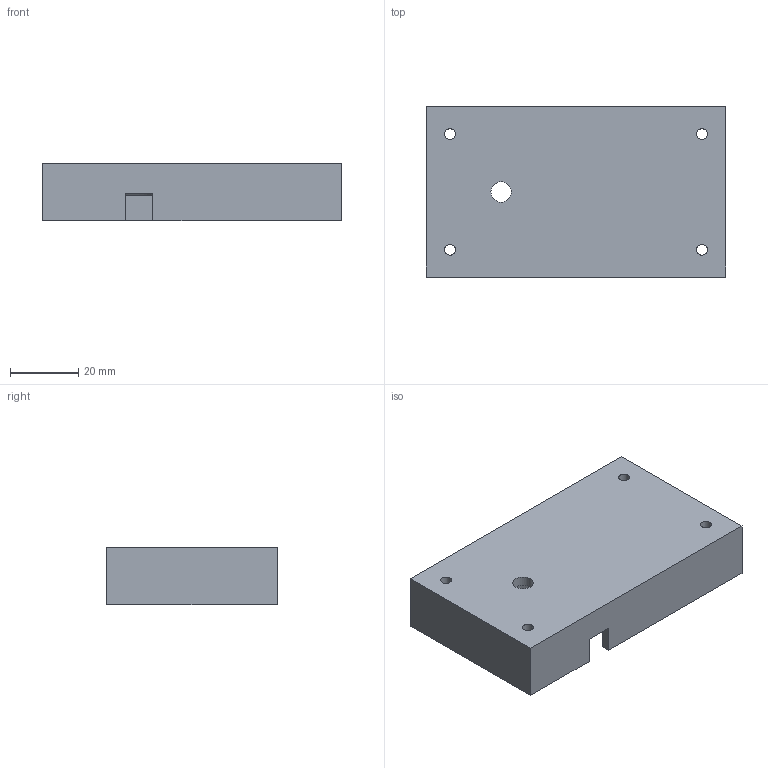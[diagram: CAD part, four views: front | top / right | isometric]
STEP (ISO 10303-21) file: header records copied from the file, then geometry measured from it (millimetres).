
FILE_DESCRIPTION(('FreeCAD Model'),'2;1');
FILE_NAME('Open CASCADE Shape Model','2025-04-17T17:47:18',('Author'),( ''),'Open CASCADE STEP processor 7.7','FreeCAD','Unknown');
FILE_SCHEMA(('AUTOMOTIVE_DESIGN { 1 0 10303 214 1 1 1 1 }'));
Length unit declared in the file: millimetre
Products named in the file (1): Enclosure
Bounding box: 88 x 50 x 17 mm (x, y, z)
Surface area: 18241.1 mm2 (no closed solid volume)
Topology: 0 solids, 1 shells, 54 faces, 129 edges, 82 vertices
Faces by surface type: plane 35, cylinder 13, cone 4, torus 2
Full cylindrical faces by diameter (mm): 3.2 x4, 6 x1, 7 x4, 11 x1, 15.5 x1, 18 x1, 21 x1
Entity records: 1537 total; most frequent: DIRECTION 267, CARTESIAN_POINT 254, ORIENTED_EDGE 240, EDGE_CURVE 121, AXIS2_PLACEMENT_3D 91, LINE 85, VECTOR 85, VERTEX_POINT 78
